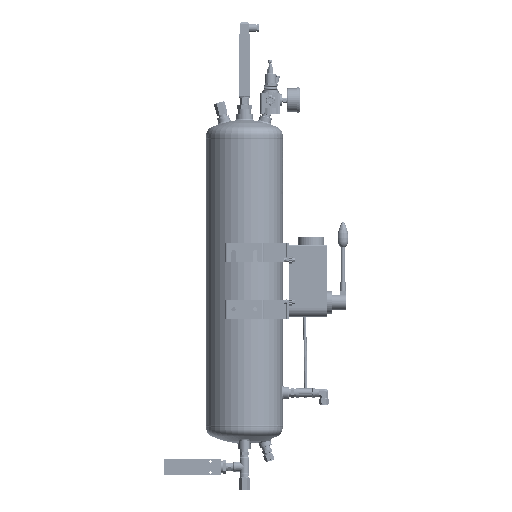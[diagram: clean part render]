
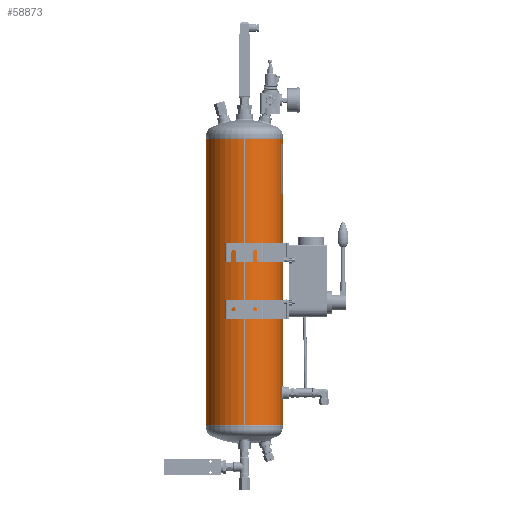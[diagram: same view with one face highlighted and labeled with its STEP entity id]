
A CAD part, left-side view. The second image highlights one B-rep face of the part: STEP entity #58873.
In plain terms, the highlighted cylindrical face has radius 100 mm (diameter 200 mm), a partial arc.
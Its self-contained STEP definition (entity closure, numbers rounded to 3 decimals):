
#3875=B_SPLINE_CURVE_WITH_KNOTS('',3,(#93577,#93578,#93579,#93580,#93581,
#93582,#93583,#93584,#93585,#93586,#93587),.UNSPECIFIED.,.T.,.F.,(1,1,1,
1,1,1,1,1,1,1,1,1,1,1,1),(-0.012,-0.008,-0.004,
0.,0.004,0.008,0.012,0.016,
0.02,0.023,0.027,0.031,
0.035,0.039,0.043),.UNSPECIFIED.);
#3876=B_SPLINE_CURVE_WITH_KNOTS('',3,(#93589,#93590,#93591,#93592,#93593,
#93594,#93595,#93596,#93597,#93598,#93599),.UNSPECIFIED.,.T.,.F.,(1,1,1,
1,1,1,1,1,1,1,1,1,1,1,1),(-0.012,-0.008,-0.004,
0.,0.004,0.008,0.012,0.016,
0.02,0.023,0.027,0.031,
0.035,0.039,0.043),.UNSPECIFIED.);
#3877=B_SPLINE_CURVE_WITH_KNOTS('',3,(#93601,#93602,#93603,#93604,#93605,
#93606,#93607,#93608,#93609,#93610,#93611,#93612,#93613,#93614,#93615,#93616,
#93617,#93618,#93619),.UNSPECIFIED.,.T.,.F.,(1,1,1,1,1,1,1,1,1,1,1,1,1,
1,1,1,1,1,1,1,1,1,1),(-0.018,-0.012,-0.006,
0.,0.006,0.012,0.018,
0.023,0.029,0.035,0.041,
0.047,0.053,0.059,0.065,
0.07,0.076,0.082,0.088,
0.094,0.1,0.106,0.112),
 .UNSPECIFIED.);
#6242=LINE('',#93621,#10134);
#6243=LINE('',#93626,#10135);
#10134=VECTOR('',#77428,1000.);
#10135=VECTOR('',#77431,1000.);
#14031=ORIENTED_EDGE('',*,*,#31541,.T.);
#14032=ORIENTED_EDGE('',*,*,#31542,.T.);
#14033=ORIENTED_EDGE('',*,*,#31543,.T.);
#14034=ORIENTED_EDGE('',*,*,#31544,.T.);
#14035=ORIENTED_EDGE('',*,*,#31545,.T.);
#14036=ORIENTED_EDGE('',*,*,#31546,.F.);
#14037=ORIENTED_EDGE('',*,*,#31547,.F.);
#31541=EDGE_CURVE('',#40296,#40296,#3875,.T.);
#31542=EDGE_CURVE('',#40297,#40297,#3876,.T.);
#31543=EDGE_CURVE('',#40298,#40298,#3877,.T.);
#31544=EDGE_CURVE('',#40299,#40300,#6242,.T.);
#31545=EDGE_CURVE('',#40300,#40301,#46394,.T.);
#31546=EDGE_CURVE('',#40302,#40301,#6243,.T.);
#31547=EDGE_CURVE('',#40299,#40302,#46395,.T.);
#40296=VERTEX_POINT('',#93588);
#40297=VERTEX_POINT('',#93600);
#40298=VERTEX_POINT('',#93620);
#40299=VERTEX_POINT('',#93622);
#40300=VERTEX_POINT('',#93623);
#40301=VERTEX_POINT('',#93625);
#40302=VERTEX_POINT('',#93627);
#46394=CIRCLE('',#71314,100.);
#46395=CIRCLE('',#71315,100.);
#48511=EDGE_LOOP('',(#14031));
#48512=EDGE_LOOP('',(#14032));
#48513=EDGE_LOOP('',(#14033));
#48514=EDGE_LOOP('',(#14034,#14035,#14036,#14037));
#53234=FACE_BOUND('',#48511,.T.);
#53235=FACE_BOUND('',#48512,.T.);
#53236=FACE_BOUND('',#48513,.T.);
#53237=FACE_BOUND('',#48514,.T.);
#57957=CYLINDRICAL_SURFACE('',#71313,100.);
#58873=ADVANCED_FACE('',(#53234,#53235,#53236,#53237),#57957,.T.);
#71313=AXIS2_PLACEMENT_3D('',#93576,#77426,#77427);
#71314=AXIS2_PLACEMENT_3D('',#93624,#77429,#77430);
#71315=AXIS2_PLACEMENT_3D('',#93628,#77432,#77433);
#77426=DIRECTION('',(0.,-1.,0.));
#77427=DIRECTION('',(0.,0.,-1.));
#77428=DIRECTION('',(0.,-1.,0.));
#77429=DIRECTION('',(0.,1.,0.));
#77430=DIRECTION('',(1.,0.,0.));
#77431=DIRECTION('',(0.,-1.,0.));
#77432=DIRECTION('',(0.,1.,0.));
#77433=DIRECTION('',(1.,0.,0.));
#93576=CARTESIAN_POINT('',(0.,750.,0.));
#93577=CARTESIAN_POINT('',(-3.915,48.922,-99.938));
#93578=CARTESIAN_POINT('',(-5.542,44.999,-99.844));
#93579=CARTESIAN_POINT('',(-3.916,41.082,-99.938));
#93580=CARTESIAN_POINT('',(-0.004,39.46,-100.031));
#93581=CARTESIAN_POINT('',(3.917,41.079,-99.938));
#93582=CARTESIAN_POINT('',(5.54,44.999,-99.844));
#93583=CARTESIAN_POINT('',(3.922,48.913,-99.937));
#93584=CARTESIAN_POINT('',(0.006,50.541,-100.031));
#93585=CARTESIAN_POINT('',(-3.915,48.922,-99.938));
#93586=CARTESIAN_POINT('',(-5.542,44.999,-99.844));
#93587=CARTESIAN_POINT('',(-3.916,41.082,-99.938));
#93588=CARTESIAN_POINT('',(-5.,45.,-99.875));
#93589=CARTESIAN_POINT('',(-3.915,158.922,-99.938));
#93590=CARTESIAN_POINT('',(-5.542,154.999,-99.844));
#93591=CARTESIAN_POINT('',(-3.916,151.082,-99.938));
#93592=CARTESIAN_POINT('',(-0.004,149.46,-100.031));
#93593=CARTESIAN_POINT('',(3.917,151.079,-99.938));
#93594=CARTESIAN_POINT('',(5.54,154.999,-99.844));
#93595=CARTESIAN_POINT('',(3.922,158.913,-99.937));
#93596=CARTESIAN_POINT('',(0.006,160.541,-100.031));
#93597=CARTESIAN_POINT('',(-3.915,158.922,-99.938));
#93598=CARTESIAN_POINT('',(-5.542,154.999,-99.844));
#93599=CARTESIAN_POINT('',(-3.916,151.082,-99.938));
#93600=CARTESIAN_POINT('',(-5.,155.,-99.875));
#93601=CARTESIAN_POINT('',(-98.994,672.42,14.208));
#93602=CARTESIAN_POINT('',(-98.806,666.495,15.395));
#93603=CARTESIAN_POINT('',(-98.993,660.6,14.214));
#93604=CARTESIAN_POINT('',(-99.436,655.617,10.88));
#93605=CARTESIAN_POINT('',(-99.878,652.286,5.9));
#93606=CARTESIAN_POINT('',(-100.061,651.109,0.009));
#93607=CARTESIAN_POINT('',(-99.879,652.279,-5.887));
#93608=CARTESIAN_POINT('',(-99.437,655.615,-10.879));
#93609=CARTESIAN_POINT('',(-98.992,660.601,-14.215));
#93610=CARTESIAN_POINT('',(-98.807,666.494,-15.391));
#93611=CARTESIAN_POINT('',(-98.992,672.387,-14.219));
#93612=CARTESIAN_POINT('',(-99.435,677.371,-10.892));
#93613=CARTESIAN_POINT('',(-99.877,680.709,-5.914));
#93614=CARTESIAN_POINT('',(-100.061,681.893,-0.013));
#93615=CARTESIAN_POINT('',(-99.878,680.72,5.889));
#93616=CARTESIAN_POINT('',(-99.437,677.387,10.874));
#93617=CARTESIAN_POINT('',(-98.994,672.42,14.208));
#93618=CARTESIAN_POINT('',(-98.806,666.495,15.395));
#93619=CARTESIAN_POINT('',(-98.993,660.6,14.214));
#93620=CARTESIAN_POINT('',(-98.869,666.5,15.));
#93621=CARTESIAN_POINT('',(0.254,801.561,100.));
#93622=CARTESIAN_POINT('',(0.254,750.,100.));
#93623=CARTESIAN_POINT('',(0.254,0.,100.));
#93624=CARTESIAN_POINT('',(0.,0.,0.));
#93625=CARTESIAN_POINT('',(-0.254,0.,100.));
#93626=CARTESIAN_POINT('',(-0.254,801.561,100.));
#93627=CARTESIAN_POINT('',(-0.254,750.,100.));
#93628=CARTESIAN_POINT('',(0.,750.,0.));
